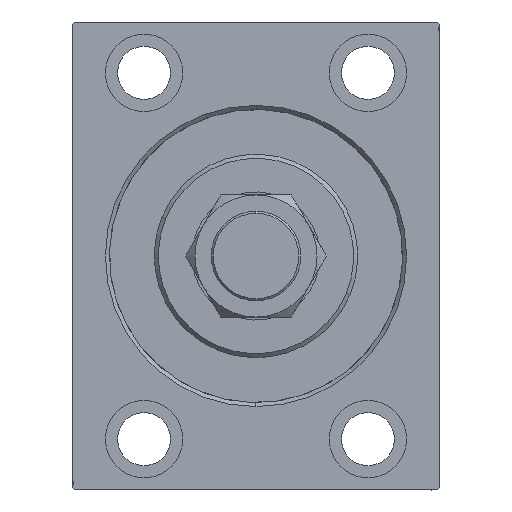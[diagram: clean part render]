
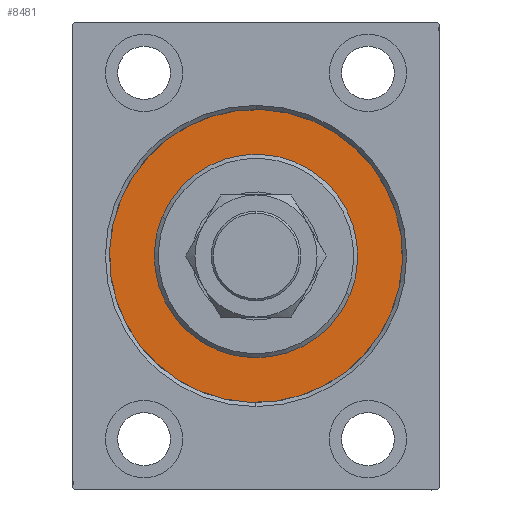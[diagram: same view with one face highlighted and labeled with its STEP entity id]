
A CAD part, left-side view. The second image highlights one B-rep face of the part: STEP entity #8481.
In plain terms, the highlighted face is planar.
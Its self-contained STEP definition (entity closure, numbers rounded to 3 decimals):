
#1994 = DIRECTION ( 'NONE',  ( 0., 0., -1. ) ) ;
#2463 = DIRECTION ( 'NONE',  ( 1., 0., 0. ) ) ;
#2586 = CARTESIAN_POINT ( 'NONE',  ( 0., 0., 0. ) ) ;
#3596 = DIRECTION ( 'NONE',  ( -1., 0., 0. ) ) ;
#6058 = CIRCLE ( 'NONE', #29536, 36. ) ;
#6374 = CARTESIAN_POINT ( 'NONE',  ( 0., 0., 25. ) ) ;
#6664 = EDGE_CURVE ( 'NONE', #8322, #30547, #11857, .T. ) ;
#8322 = VERTEX_POINT ( 'NONE', #6374 ) ;
#8481 = ADVANCED_FACE ( 'NONE', ( #15529, #29539 ), #43780, .F. ) ;
#8850 = CARTESIAN_POINT ( 'NONE',  ( 0., 0., 0. ) ) ;
#9271 = DIRECTION ( 'NONE',  ( 1., 0., 0. ) ) ;
#10961 = CARTESIAN_POINT ( 'NONE',  ( 0., 0., 0. ) ) ;
#11799 = CARTESIAN_POINT ( 'NONE',  ( 0., 0., 36. ) ) ;
#11857 = CIRCLE ( 'NONE', #23621, 25. ) ;
#12101 = ORIENTED_EDGE ( 'NONE', *, *, #42215, .F. ) ;
#12569 = EDGE_CURVE ( 'NONE', #38958, #35447, #6058, .T. ) ;
#14151 = CIRCLE ( 'NONE', #27366, 25. ) ;
#15529 = FACE_BOUND ( 'NONE', #31985, .T. ) ;
#15550 = CARTESIAN_POINT ( 'NONE',  ( 0., 0., 0. ) ) ;
#17453 = CARTESIAN_POINT ( 'NONE',  ( 0., 0., -25. ) ) ;
#18550 = CIRCLE ( 'NONE', #44209, 36. ) ;
#21110 = DIRECTION ( 'NONE',  ( 0., 0., 1. ) ) ;
#21398 = ORIENTED_EDGE ( 'NONE', *, *, #12569, .F. ) ;
#22435 = DIRECTION ( 'NONE',  ( -1., 0., 0. ) ) ;
#23621 = AXIS2_PLACEMENT_3D ( 'NONE', #40367, #2463, #1994 ) ;
#25758 = AXIS2_PLACEMENT_3D ( 'NONE', #8850, #22435, #43559 ) ;
#26326 = DIRECTION ( 'NONE',  ( -1., 0., 0. ) ) ;
#27366 = AXIS2_PLACEMENT_3D ( 'NONE', #2586, #9271, #33858 ) ;
#28560 = ORIENTED_EDGE ( 'NONE', *, *, #41808, .F. ) ;
#29536 = AXIS2_PLACEMENT_3D ( 'NONE', #10961, #3596, #21110 ) ;
#29539 = FACE_OUTER_BOUND ( 'NONE', #36691, .T. ) ;
#30547 = VERTEX_POINT ( 'NONE', #17453 ) ;
#31474 = CARTESIAN_POINT ( 'NONE',  ( 0., 0., -36. ) ) ;
#31985 = EDGE_LOOP ( 'NONE', ( #33103, #12101 ) ) ;
#33103 = ORIENTED_EDGE ( 'NONE', *, *, #6664, .F. ) ;
#33858 = DIRECTION ( 'NONE',  ( 0., 0., -1. ) ) ;
#35447 = VERTEX_POINT ( 'NONE', #11799 ) ;
#36691 = EDGE_LOOP ( 'NONE', ( #21398, #28560 ) ) ;
#38958 = VERTEX_POINT ( 'NONE', #31474 ) ;
#40111 = DIRECTION ( 'NONE',  ( 0., 0., 1. ) ) ;
#40367 = CARTESIAN_POINT ( 'NONE',  ( 0., 0., 0. ) ) ;
#41808 = EDGE_CURVE ( 'NONE', #35447, #38958, #18550, .T. ) ;
#42215 = EDGE_CURVE ( 'NONE', #30547, #8322, #14151, .T. ) ;
#43559 = DIRECTION ( 'NONE',  ( 0., 0., 1. ) ) ;
#43780 = PLANE ( 'NONE',  #25758 ) ;
#44209 = AXIS2_PLACEMENT_3D ( 'NONE', #15550, #26326, #40111 ) ;
